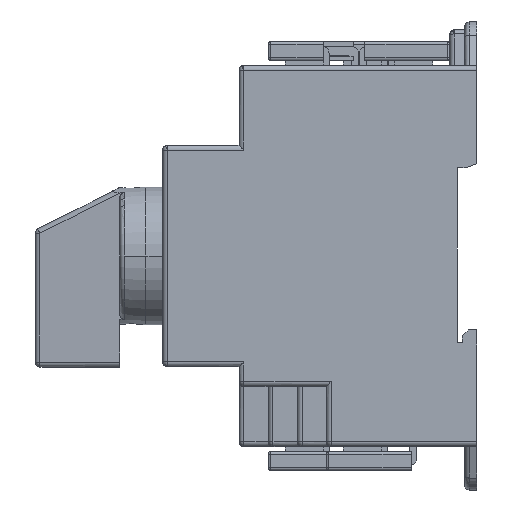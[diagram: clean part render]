
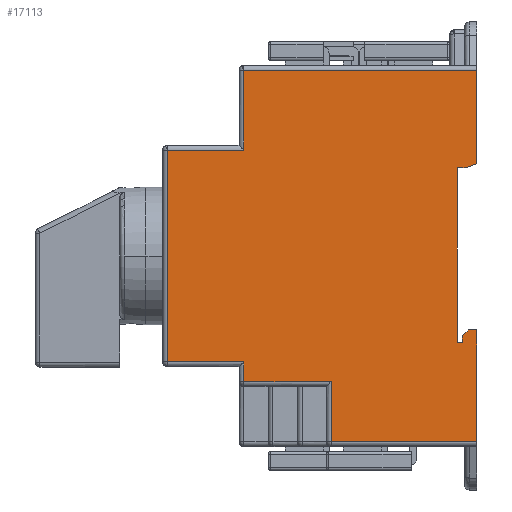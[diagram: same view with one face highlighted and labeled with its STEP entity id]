
A CAD part, left-side view. The second image highlights one B-rep face of the part: STEP entity #17113.
In plain terms, the highlighted planar face has unit normal (-1, 0, 0).
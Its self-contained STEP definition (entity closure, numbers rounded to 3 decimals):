
#1212=CARTESIAN_POINT('',(-30.,47.3,-21.5));
#1217=DIRECTION('',(0.,0.,-1.));
#1218=VECTOR('',#1217,4.);
#1219=CARTESIAN_POINT('',(-30.,47.3,-21.5));
#1220=LINE('',#1219,#1218);
#1238=DIRECTION('',(0.,-1.,0.));
#1239=VECTOR('',#1238,15.5);
#1240=CARTESIAN_POINT('',(-30.,62.8,-21.5));
#1241=LINE('',#1240,#1239);
#1276=DIRECTION('',(0.,0.,-1.));
#1277=VECTOR('',#1276,43.);
#1278=CARTESIAN_POINT('',(-30.,62.8,21.5));
#1279=LINE('',#1278,#1277);
#1339=CARTESIAN_POINT('',(-30.,47.3,21.5));
#1344=DIRECTION('',(0.,1.,0.));
#1345=VECTOR('',#1344,15.5);
#1346=CARTESIAN_POINT('',(-30.,47.3,21.5));
#1347=LINE('',#1346,#1345);
#1358=DIRECTION('',(0.,0.,-1.));
#1359=VECTOR('',#1358,16.2);
#1360=CARTESIAN_POINT('',(-30.,47.3,37.7));
#1361=LINE('',#1360,#1359);
#1427=DIRECTION('',(0.,1.,0.));
#1428=VECTOR('',#1427,47.3);
#1429=CARTESIAN_POINT('',(-30.,0.,37.7));
#1430=LINE('',#1429,#1428);
#1518=DIRECTION('',(0.,0.,1.));
#1519=VECTOR('',#1518,18.991);
#1520=CARTESIAN_POINT('',(-30.,0.,18.709));
#1521=LINE('',#1520,#1519);
#2620=DIRECTION('',(0.,0.,1.));
#2621=VECTOR('',#2620,22.7);
#2622=CARTESIAN_POINT('',(-30.,0.,-37.7));
#2623=LINE('',#2622,#2621);
#2680=DIRECTION('',(0.,1.,0.));
#2681=VECTOR('',#2680,1.749);
#2682=CARTESIAN_POINT('',(-30.,0.,-15.));
#2683=LINE('',#2682,#2681);
#2701=DIRECTION('',(0.,0.,-1.));
#2702=VECTOR('',#2701,1.3);
#2703=CARTESIAN_POINT('',(-30.,2.949,-16.2));
#2704=LINE('',#2703,#2702);
#2722=DIRECTION('',(0.,1.,0.));
#2723=VECTOR('',#2722,1.048);
#2724=CARTESIAN_POINT('',(-30.,2.949,-17.5));
#2725=LINE('',#2724,#2723);
#2736=DIRECTION('',(0.,0.,1.));
#2737=VECTOR('',#2736,35.4);
#2738=CARTESIAN_POINT('',(-30.,3.997,-17.5));
#2739=LINE('',#2738,#2737);
#2743=DIRECTION('',(0.,-1.,0.));
#2744=VECTOR('',#2743,1.6);
#2745=CARTESIAN_POINT('',(-30.,3.997,17.9));
#2746=LINE('',#2745,#2744);
#6670=DIRECTION('',(0.,-0.707,0.707));
#6671=VECTOR('',#6670,1.697);
#6672=CARTESIAN_POINT('',(-30.,2.949,-16.2));
#6673=LINE('',#6672,#6671);
#6677=DIRECTION('',(0.,0.947,-0.32));
#6678=VECTOR('',#6677,2.53);
#6679=CARTESIAN_POINT('',(-30.,0.,18.709));
#6680=LINE('',#6679,#6678);
#6691=DIRECTION('',(0.,-1.,0.));
#6692=VECTOR('',#6691,29.6);
#6693=CARTESIAN_POINT('',(-30.,29.6,-37.7));
#6694=LINE('',#6693,#6692);
#6989=DIRECTION('',(0.,0.,-1.));
#6990=VECTOR('',#6989,12.2);
#6991=CARTESIAN_POINT('',(-30.,29.6,-25.5));
#6992=LINE('',#6991,#6990);
#7010=DIRECTION('',(0.,-1.,0.));
#7011=VECTOR('',#7010,17.7);
#7012=CARTESIAN_POINT('',(-30.,47.3,-25.5));
#7013=LINE('',#7012,#7011);
#10653=VERTEX_POINT('',#1212);
#10654=CARTESIAN_POINT('',(-30.,47.3,-25.5));
#10655=VERTEX_POINT('',#10654);
#10656=CARTESIAN_POINT('',(-30.,62.8,-21.5));
#10657=VERTEX_POINT('',#10656);
#10658=CARTESIAN_POINT('',(-30.,62.8,21.5));
#10659=VERTEX_POINT('',#10658);
#10662=VERTEX_POINT('',#1339);
#10663=CARTESIAN_POINT('',(-30.,47.3,37.7));
#10664=VERTEX_POINT('',#10663);
#10667=CARTESIAN_POINT('',(-30.,0.,37.7));
#10668=VERTEX_POINT('',#10667);
#10701=CARTESIAN_POINT('',(-30.,0.,18.709));
#10702=VERTEX_POINT('',#10701);
#10849=CARTESIAN_POINT('',(-30.,0.,-15.));
#10851=VERTEX_POINT('',#10849);
#10879=CARTESIAN_POINT('',(-30.,0.,-37.7));
#10880=VERTEX_POINT('',#10879);
#10897=CARTESIAN_POINT('',(-30.,1.749,-15.));
#10899=VERTEX_POINT('',#10897);
#10901=CARTESIAN_POINT('',(-30.,2.949,-16.2));
#10903=VERTEX_POINT('',#10901);
#10905=CARTESIAN_POINT('',(-30.,2.949,-17.5));
#10907=VERTEX_POINT('',#10905);
#10909=CARTESIAN_POINT('',(-30.,3.997,-17.5));
#10911=VERTEX_POINT('',#10909);
#10913=CARTESIAN_POINT('',(-30.,3.997,17.9));
#10915=VERTEX_POINT('',#10913);
#10918=CARTESIAN_POINT('',(-30.,2.397,17.9));
#10920=VERTEX_POINT('',#10918);
#11498=CARTESIAN_POINT('',(-30.,29.6,-37.7));
#11499=VERTEX_POINT('',#11498);
#11500=CARTESIAN_POINT('',(-30.,29.6,-25.5));
#11501=VERTEX_POINT('',#11500);
#17085=CARTESIAN_POINT('',(-30.,48.3,22.5));
#17086=DIRECTION('',(-1.,0.,0.));
#17087=DIRECTION('',(0.,0.,1.));
#17088=AXIS2_PLACEMENT_3D('',#17085,#17086,#17087);
#17089=PLANE('',#17088);
#17090=ORIENTED_EDGE('',*,*,#13761,.F.);
#17091=ORIENTED_EDGE('',*,*,#13746,.F.);
#17092=ORIENTED_EDGE('',*,*,#13731,.F.);
#17093=ORIENTED_EDGE('',*,*,#13716,.F.);
#17094=ORIENTED_EDGE('',*,*,#13701,.T.);
#17095=ORIENTED_EDGE('',*,*,#13686,.F.);
#17096=ORIENTED_EDGE('',*,*,#13651,.F.);
#17098=ORIENTED_EDGE('',*,*,#17097,.F.);
#17100=ORIENTED_EDGE('',*,*,#17099,.F.);
#17102=ORIENTED_EDGE('',*,*,#17101,.F.);
#17103=ORIENTED_EDGE('',*,*,#12752,.F.);
#17104=ORIENTED_EDGE('',*,*,#12769,.F.);
#17105=ORIENTED_EDGE('',*,*,#12795,.F.);
#17106=ORIENTED_EDGE('',*,*,#12833,.F.);
#17107=ORIENTED_EDGE('',*,*,#12848,.F.);
#17108=ORIENTED_EDGE('',*,*,#12890,.F.);
#17109=ORIENTED_EDGE('',*,*,#12935,.F.);
#17110=ORIENTED_EDGE('',*,*,#13775,.T.);
#17111=EDGE_LOOP('',(#17090,#17091,#17092,#17093,#17094,#17095,#17096,#17098,
#17100,#17102,#17103,#17104,#17105,#17106,#17107,#17108,#17109,#17110));
#17112=FACE_OUTER_BOUND('',#17111,.F.);
#12752=EDGE_CURVE('',#10653,#10655,#1220,.T.);
#12769=EDGE_CURVE('',#10657,#10653,#1241,.T.);
#12795=EDGE_CURVE('',#10659,#10657,#1279,.T.);
#12833=EDGE_CURVE('',#10662,#10659,#1347,.T.);
#12848=EDGE_CURVE('',#10664,#10662,#1361,.T.);
#12890=EDGE_CURVE('',#10668,#10664,#1430,.T.);
#12935=EDGE_CURVE('',#10702,#10668,#1521,.T.);
#13651=EDGE_CURVE('',#10880,#10851,#2623,.T.);
#13686=EDGE_CURVE('',#10851,#10899,#2683,.T.);
#13701=EDGE_CURVE('',#10903,#10899,#6673,.T.);
#13716=EDGE_CURVE('',#10903,#10907,#2704,.T.);
#13731=EDGE_CURVE('',#10907,#10911,#2725,.T.);
#13746=EDGE_CURVE('',#10911,#10915,#2739,.T.);
#13761=EDGE_CURVE('',#10915,#10920,#2746,.T.);
#13775=EDGE_CURVE('',#10702,#10920,#6680,.T.);
#17097=EDGE_CURVE('',#11499,#10880,#6694,.T.);
#17099=EDGE_CURVE('',#11501,#11499,#6992,.T.);
#17101=EDGE_CURVE('',#10655,#11501,#7013,.T.);
#17113=ADVANCED_FACE('',(#17112),#17089,.T.);
